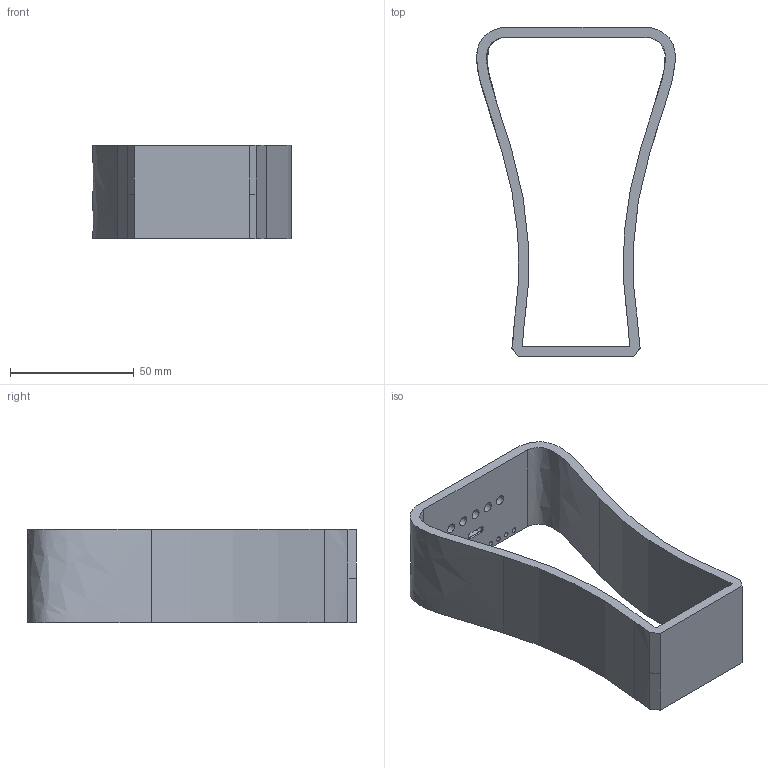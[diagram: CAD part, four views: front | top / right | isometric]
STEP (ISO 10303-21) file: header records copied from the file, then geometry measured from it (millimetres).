
FILE_DESCRIPTION(/* description */ (''),/* implementation_level */ '2;1');
FILE_NAME(/* name */ 'mid purple.step',/* time_stamp */ '2025-06-23T19:45:47+05:30',/* author */ (''),/* organization */ (''),/* preprocessor_version */ 'ST-DEVELOPER v20.1',/* originating_system */ 'Autodesk Translation Framework v14.10.0.0',/* authorisation */ '');
FILE_SCHEMA (('AUTOMOTIVE_DESIGN { 1 0 10303 214 3 1 1 }'));
Length unit declared in the file: millimetre
Products named in the file (1): Case Infrared
Bounding box: 80.29 x 133 x 38 mm (x, y, z)
Volume: 56757.3 mm3; surface area: 31991.7 mm2
Topology: 1 solids, 1 shells, 80 faces, 193 edges, 134 vertices
Faces by surface type: plane 33, cylinder 31, bspline 16
Full cylindrical faces by diameter (mm): 2 x18, 4 x5
Entity records: 3239 total; most frequent: CARTESIAN_POINT 1410, ORIENTED_EDGE 386, DIRECTION 325, EDGE_CURVE 193, VERTEX_POINT 134, AXIS2_PLACEMENT_3D 127, EDGE_LOOP 113, FACE_OUTER_BOUND 80
